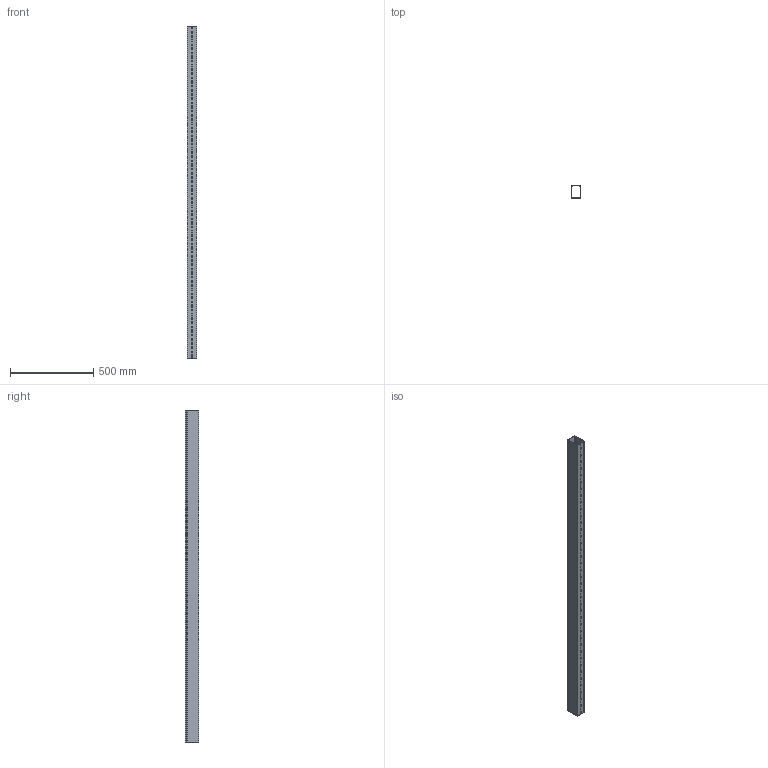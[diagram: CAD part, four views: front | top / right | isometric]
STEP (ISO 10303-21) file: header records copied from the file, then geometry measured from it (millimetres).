
FILE_DESCRIPTION (( 'STEP AP214' ), '1' );
FILE_NAME ('6132640.stp', '2024-09-05T10:50:57', ( '' ), ( '' ), 'SwSTEP 2.0', 'SolidWorks 2022', '' );
FILE_SCHEMA (( 'AUTOMOTIVE_DESIGN' ));
Length unit declared in the file: millimetre
Products named in the file (3): 242351; 241872; 6132640
Assembly tree (2 placements, depth 2):
  6132640
    242351
    241872
Bounding box: 60 x 80 x 2000 mm (x, y, z)
Volume: 1203256.3 mm3; surface area: 1255888.7 mm2
Topology: 2 solids, 2 shells, 362 faces, 1074 edges, 716 vertices
Faces by surface type: plane 198, cylinder 164
Entity records: 12616 total; most frequent: CARTESIAN_POINT 2157, ORIENTED_EDGE 2148, DIRECTION 2136, EDGE_CURVE 1074, LINE 746, VECTOR 746, VERTEX_POINT 716, AXIS2_PLACEMENT_3D 695
